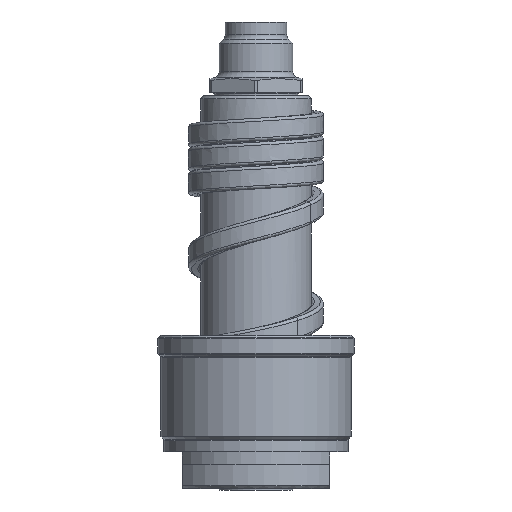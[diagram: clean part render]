
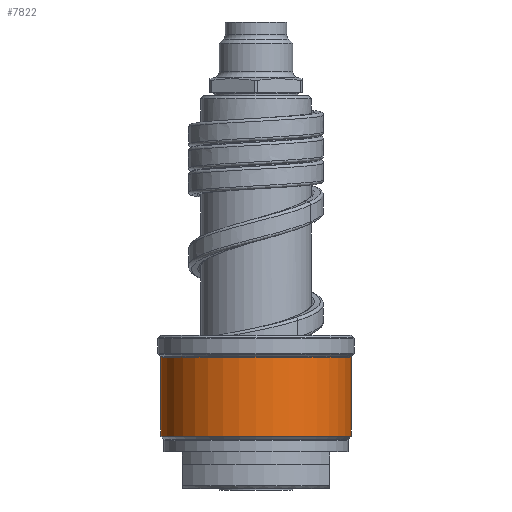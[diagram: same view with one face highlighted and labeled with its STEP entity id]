
A CAD part, front view. The second image highlights one B-rep face of the part: STEP entity #7822.
In plain terms, the highlighted cylindrical face has radius 15.5 mm (diameter 31 mm), a partial arc.
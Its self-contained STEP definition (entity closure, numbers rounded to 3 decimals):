
#1367=CARTESIAN_POINT('',(0.,0.,8.583));
#1368=DIRECTION('',(0.,0.,1.));
#1369=DIRECTION('',(-1.,0.,0.));
#1370=AXIS2_PLACEMENT_3D('',#1367,#1368,#1369);
#1372=DIRECTION('',(0.,0.,-1.));
#1373=VECTOR('',#1372,12.835);
#1374=CARTESIAN_POINT('',(-15.5,0.,21.417));
#1375=LINE('',#1374,#1373);
#1376=CARTESIAN_POINT('',(0.,0.,21.417));
#1377=DIRECTION('',(0.,0.,1.));
#1378=DIRECTION('',(-1.,0.,0.));
#1379=AXIS2_PLACEMENT_3D('',#1376,#1377,#1378);
#1381=DIRECTION('',(0.,0.,-1.));
#1382=VECTOR('',#1381,12.835);
#1383=CARTESIAN_POINT('',(15.5,0.,21.417));
#1384=LINE('',#1383,#1382);
#5586=CARTESIAN_POINT('',(15.5,0.,21.417));
#5587=CARTESIAN_POINT('',(-15.5,0.,21.417));
#5588=VERTEX_POINT('',#5586);
#5589=VERTEX_POINT('',#5587);
#5612=CARTESIAN_POINT('',(15.5,0.,8.583));
#5613=VERTEX_POINT('',#5612);
#5614=CARTESIAN_POINT('',(-15.5,0.,8.583));
#5615=VERTEX_POINT('',#5614);
#7810=CARTESIAN_POINT('',(0.,0.,7.15));
#7811=DIRECTION('',(0.,0.,1.));
#7812=DIRECTION('',(-1.,0.,0.));
#7813=AXIS2_PLACEMENT_3D('',#7810,#7811,#7812);
#7814=CYLINDRICAL_SURFACE('',#7813,15.5);
#7815=ORIENTED_EDGE('',*,*,#7782,.F.);
#7816=ORIENTED_EDGE('',*,*,#7800,.F.);
#7818=ORIENTED_EDGE('',*,*,#7817,.T.);
#7819=ORIENTED_EDGE('',*,*,#7796,.T.);
#7820=EDGE_LOOP('',(#7815,#7816,#7818,#7819));
#7821=FACE_OUTER_BOUND('',#7820,.F.);
#1371=CIRCLE('',#1370,15.5);
#1380=CIRCLE('',#1379,15.5);
#7782=EDGE_CURVE('',#5615,#5613,#1371,.T.);
#7796=EDGE_CURVE('',#5588,#5613,#1384,.T.);
#7800=EDGE_CURVE('',#5589,#5615,#1375,.T.);
#7817=EDGE_CURVE('',#5589,#5588,#1380,.T.);
#7822=ADVANCED_FACE('',(#7821),#7814,.T.);
